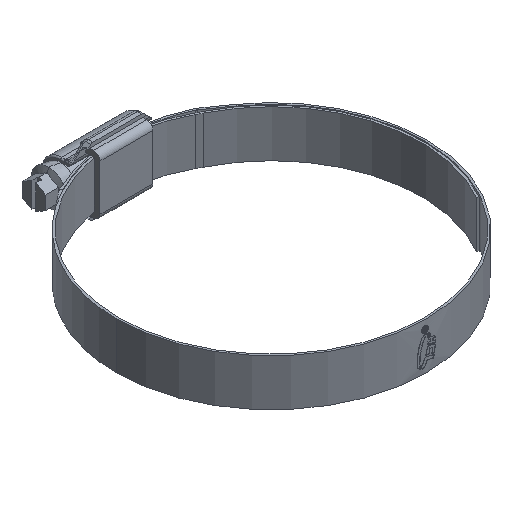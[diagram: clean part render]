
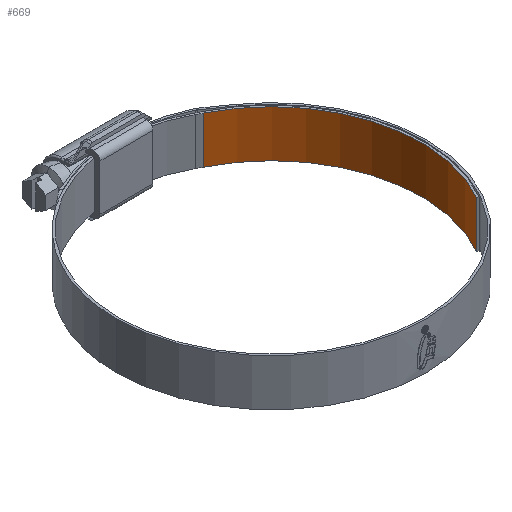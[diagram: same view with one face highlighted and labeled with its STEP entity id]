
A CAD part, isometric view. The second image highlights one B-rep face of the part: STEP entity #669.
In plain terms, the highlighted cylindrical face has radius 51 mm (diameter 102 mm), a partial arc.
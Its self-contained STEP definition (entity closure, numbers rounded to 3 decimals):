
#4 = VECTOR ( 'NONE', #2835, 1000. ) ;
#669 = ADVANCED_FACE ( 'NONE', ( #9748 ), #7453, .F. ) ;
#678 = CARTESIAN_POINT ( 'NONE',  ( 22.586, 45.726, -7.95 ) ) ;
#1441 = DIRECTION ( 'NONE',  ( 0., 0., 1. ) ) ;
#1558 = VERTEX_POINT ( 'NONE', #6468 ) ;
#1779 = VERTEX_POINT ( 'NONE', #9645 ) ;
#1840 = AXIS2_PLACEMENT_3D ( 'NONE', #8278, #5144, #8426 ) ;
#2691 = CARTESIAN_POINT ( 'NONE',  ( 0., 0., 7.95 ) ) ;
#2835 = DIRECTION ( 'NONE',  ( 0., 0., -1. ) ) ;
#2969 = AXIS2_PLACEMENT_3D ( 'NONE', #3948, #1441, #9457 ) ;
#2982 = EDGE_CURVE ( 'NONE', #1558, #9255, #4425, .T. ) ;
#3004 = EDGE_CURVE ( 'NONE', #1558, #1779, #8374, .T. ) ;
#3229 = ORIENTED_EDGE ( 'NONE', *, *, #8408, .T. ) ;
#3948 = CARTESIAN_POINT ( 'NONE',  ( 0., 0., -7.95 ) ) ;
#4014 = ORIENTED_EDGE ( 'NONE', *, *, #3004, .F. ) ;
#4064 = VERTEX_POINT ( 'NONE', #678 ) ;
#4354 = CARTESIAN_POINT ( 'NONE',  ( 44.167, -25.5, 7.95 ) ) ;
#4425 = CIRCLE ( 'NONE', #1840, 51. ) ;
#4723 = CARTESIAN_POINT ( 'NONE',  ( 22.586, 45.726, 7.95 ) ) ;
#4739 = ORIENTED_EDGE ( 'NONE', *, *, #7362, .F. ) ;
#5144 = DIRECTION ( 'NONE',  ( 0., 0., 1. ) ) ;
#6099 = EDGE_LOOP ( 'NONE', ( #4739, #4014, #7450, #3229 ) ) ;
#6468 = CARTESIAN_POINT ( 'NONE',  ( 44.167, -25.5, 7.95 ) ) ;
#7068 = CIRCLE ( 'NONE', #2969, 51. ) ;
#7362 = EDGE_CURVE ( 'NONE', #1779, #4064, #7068, .T. ) ;
#7450 = ORIENTED_EDGE ( 'NONE', *, *, #2982, .T. ) ;
#7453 = CYLINDRICAL_SURFACE ( 'NONE', #9228, 51. ) ;
#8278 = CARTESIAN_POINT ( 'NONE',  ( 0., 0., 7.95 ) ) ;
#8374 = LINE ( 'NONE', #4354, #4 ) ;
#8408 = EDGE_CURVE ( 'NONE', #9255, #4064, #8474, .T. ) ;
#8426 = DIRECTION ( 'NONE',  ( 1., 0., 0. ) ) ;
#8474 = LINE ( 'NONE', #4723, #9884 ) ;
#8957 = DIRECTION ( 'NONE',  ( 0., 0., -1. ) ) ;
#9054 = DIRECTION ( 'NONE',  ( -1., 0., 0. ) ) ;
#9228 = AXIS2_PLACEMENT_3D ( 'NONE', #2691, #8957, #9054 ) ;
#9255 = VERTEX_POINT ( 'NONE', #9855 ) ;
#9306 = DIRECTION ( 'NONE',  ( 0., 0., -1. ) ) ;
#9457 = DIRECTION ( 'NONE',  ( 1., 0., 0. ) ) ;
#9645 = CARTESIAN_POINT ( 'NONE',  ( 44.167, -25.5, -7.95 ) ) ;
#9748 = FACE_OUTER_BOUND ( 'NONE', #6099, .T. ) ;
#9855 = CARTESIAN_POINT ( 'NONE',  ( 22.586, 45.726, 7.95 ) ) ;
#9884 = VECTOR ( 'NONE', #9306, 1000. ) ;
